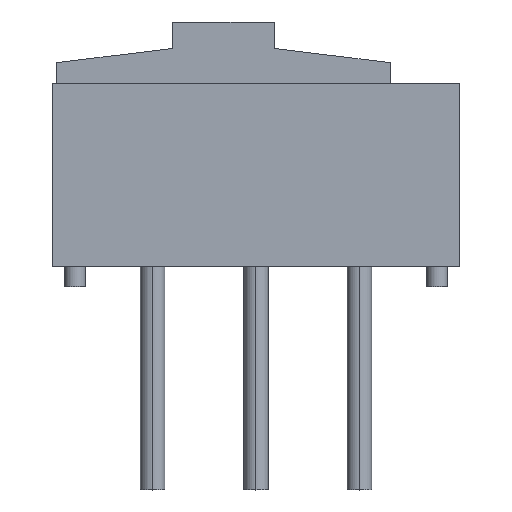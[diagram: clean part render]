
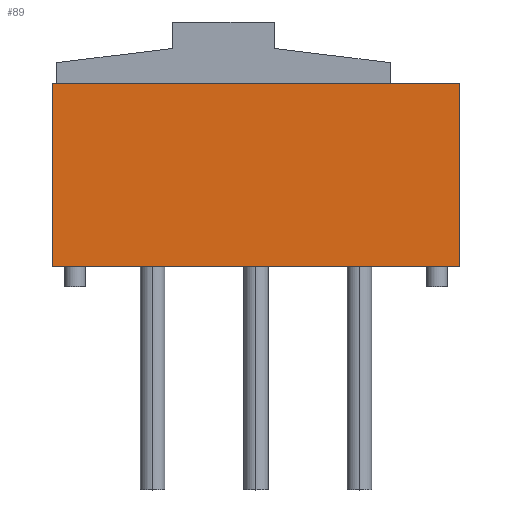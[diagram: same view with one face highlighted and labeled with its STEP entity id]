
A CAD part, top view. The second image highlights one B-rep face of the part: STEP entity #89.
In plain terms, the highlighted planar face has unit normal (0, 0, 1).
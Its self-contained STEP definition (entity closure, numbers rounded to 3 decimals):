
#43 = LINE ( 'NONE', #865, #1335 ) ;
#89 = ADVANCED_FACE ( 'NONE', ( #556 ), #1041, .F. ) ;
#206 = VECTOR ( 'NONE', #367, 1000. ) ;
#312 = CARTESIAN_POINT ( 'NONE',  ( 0., 0., 1.25 ) ) ;
#316 = DIRECTION ( 'NONE',  ( -1., 0., 0. ) ) ;
#364 = EDGE_LOOP ( 'NONE', ( #1398, #718, #755, #459 ) ) ;
#367 = DIRECTION ( 'NONE',  ( 1., 0., 0. ) ) ;
#401 = CARTESIAN_POINT ( 'NONE',  ( 5., 5., 1.25 ) ) ;
#409 = EDGE_CURVE ( 'NONE', #573, #1091, #1534, .T. ) ;
#459 = ORIENTED_EDGE ( 'NONE', *, *, #645, .T. ) ;
#533 = DIRECTION ( 'NONE',  ( 0., 0., -1. ) ) ;
#556 = FACE_OUTER_BOUND ( 'NONE', #364, .T. ) ;
#573 = VERTEX_POINT ( 'NONE', #1539 ) ;
#588 = AXIS2_PLACEMENT_3D ( 'NONE', #312, #533, #316 ) ;
#645 = EDGE_CURVE ( 'NONE', #1170, #981, #1471, .T. ) ;
#718 = ORIENTED_EDGE ( 'NONE', *, *, #409, .T. ) ;
#744 = DIRECTION ( 'NONE',  ( 0., -1., 0. ) ) ;
#755 = ORIENTED_EDGE ( 'NONE', *, *, #1172, .T. ) ;
#845 = CARTESIAN_POINT ( 'NONE',  ( 5., 0.5, 1.25 ) ) ;
#865 = CARTESIAN_POINT ( 'NONE',  ( 5., 5., 1.25 ) ) ;
#962 = CARTESIAN_POINT ( 'NONE',  ( -5., 5., 1.25 ) ) ;
#971 = VECTOR ( 'NONE', #1263, 1000. ) ;
#981 = VERTEX_POINT ( 'NONE', #962 ) ;
#1041 = PLANE ( 'NONE',  #588 ) ;
#1091 = VERTEX_POINT ( 'NONE', #1262 ) ;
#1128 = EDGE_CURVE ( 'NONE', #981, #573, #1169, .T. ) ;
#1169 = LINE ( 'NONE', #1367, #1234 ) ;
#1170 = VERTEX_POINT ( 'NONE', #1518 ) ;
#1172 = EDGE_CURVE ( 'NONE', #1091, #1170, #43, .T. ) ;
#1234 = VECTOR ( 'NONE', #744, 1000. ) ;
#1262 = CARTESIAN_POINT ( 'NONE',  ( 5., 0.5, 1.25 ) ) ;
#1263 = DIRECTION ( 'NONE',  ( -1., 0., 0. ) ) ;
#1335 = VECTOR ( 'NONE', #1495, 1000. ) ;
#1367 = CARTESIAN_POINT ( 'NONE',  ( -5., 5., 1.25 ) ) ;
#1398 = ORIENTED_EDGE ( 'NONE', *, *, #1128, .T. ) ;
#1471 = LINE ( 'NONE', #401, #971 ) ;
#1495 = DIRECTION ( 'NONE',  ( 0., 1., 0. ) ) ;
#1518 = CARTESIAN_POINT ( 'NONE',  ( 5., 5., 1.25 ) ) ;
#1534 = LINE ( 'NONE', #845, #206 ) ;
#1539 = CARTESIAN_POINT ( 'NONE',  ( -5., 0.5, 1.25 ) ) ;
